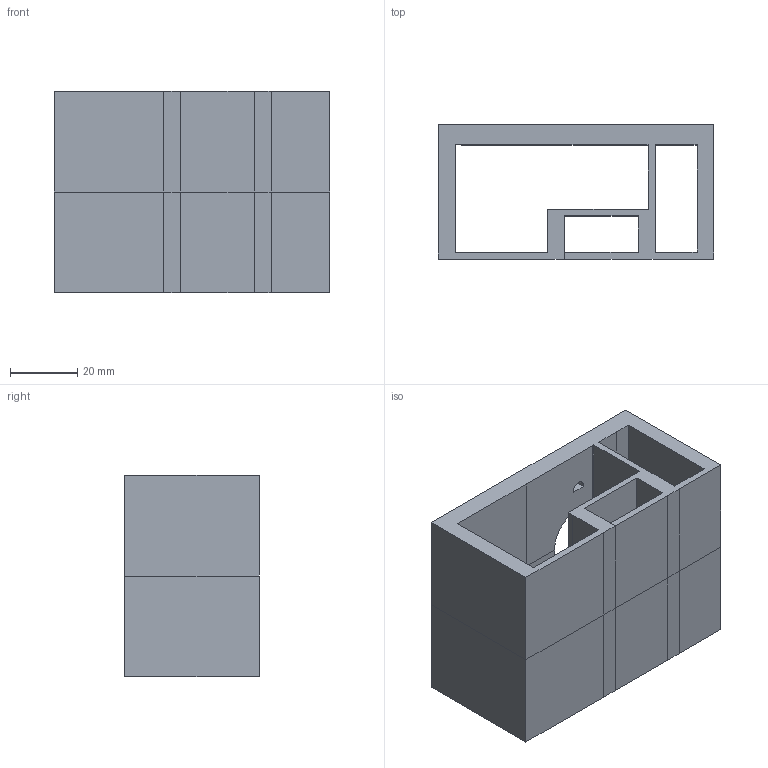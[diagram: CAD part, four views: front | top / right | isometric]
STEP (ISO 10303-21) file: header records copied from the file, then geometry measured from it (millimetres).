
FILE_DESCRIPTION(/* description */ (''),/* implementation_level */ '2;1');
FILE_NAME(/* name */ 'base_both_sides v1.step',/* time_stamp */ '2019-01-11T10:48:21+01:00',/* author */ ('elderzz'),/* organization */ (''),/* preprocessor_version */ 'ST-DEVELOPER v17.2',/* originating_system */ 'Autodesk Translation Framework v7.6.0.251',/* authorisation */ '');
FILE_SCHEMA (('AUTOMOTIVE_DESIGN { 1 0 10303 214 3 1 1 }'));
Length unit declared in the file: millimetre
Products named in the file (1): base_both_sides
Bounding box: 82.12 x 40.03 x 60 mm (x, y, z)
Volume: 66914.4 mm3; surface area: 39407.1 mm2
Topology: 2 solids, 2 shells, 82 faces, 246 edges, 160 vertices
Faces by surface type: plane 76, cylinder 6
Entity records: 2780 total; most frequent: CARTESIAN_POINT 495, ORIENTED_EDGE 492, DIRECTION 430, EDGE_CURVE 246, LINE 224, VECTOR 224, VERTEX_POINT 160, AXIS2_PLACEMENT_3D 103
